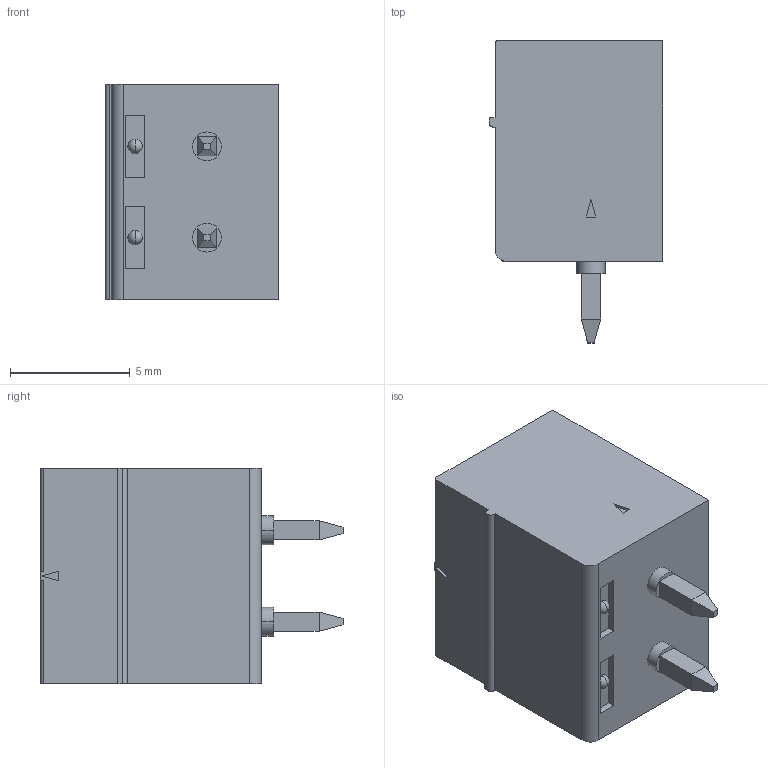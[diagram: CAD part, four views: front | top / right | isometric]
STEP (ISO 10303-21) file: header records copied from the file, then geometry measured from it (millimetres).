
FILE_DESCRIPTION(('SolidDesigner STEP Export'),'2;1');
FILE_NAME('mcv_1.5-2-g-3.81.stp','2010-03-22T 9:47:47',(''),(''),'CoCreate Modeling STEP processor for AP214 (Solid Model)','CoCreate Modeling 16.00A 16-Aug-2008 (C) Parametric Technology GmbH','');
FILE_SCHEMA(('AUTOMOTIVE_DESIGN { 1 0 10303 214 1 1 1 1 }'));
Length unit declared in the file: millimetre
Products named in the file (2): mcv_1.5-2-g-3.81
Assembly tree (1 placements, depth 2):
  mcv_1.5-2-g-3.81
    mcv_1.5-2-g-3.81
Bounding box: 7.25 x 12.6 x 9.01 mm (x, y, z)
Volume: 365.5 mm3; surface area: 793.2 mm2
Topology: 1 solids, 1 shells, 188 faces, 479 edges, 308 vertices
Faces by surface type: plane 137, cylinder 43, sphere 4, cone 4
Entity records: 6906 total; most frequent: CARTESIAN_POINT 964, ORIENTED_EDGE 950, DIRECTION 852, EDGE_CURVE 475, VECTOR 356, LINE 356, VERTEX_POINT 308, AXIS2_PLACEMENT_3D 248
